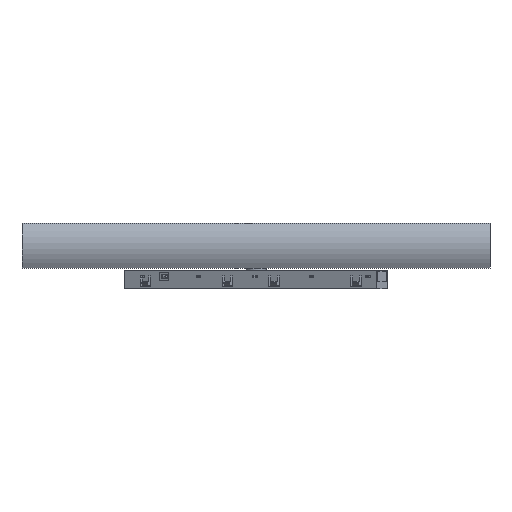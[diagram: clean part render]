
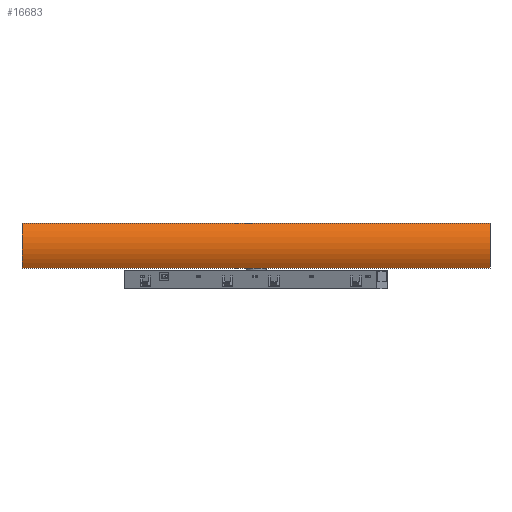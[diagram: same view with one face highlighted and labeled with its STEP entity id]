
A CAD part, front view. The second image highlights one B-rep face of the part: STEP entity #16683.
In plain terms, the highlighted free-form (B-spline) face has degree [5, 1] with [15, 2] control points.
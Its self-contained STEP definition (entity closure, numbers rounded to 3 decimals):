
#13=(
BOUNDED_CURVE()
B_SPLINE_CURVE(5,(#24910,#24911,#24912,#24913,#24914,#24915,#24916,#24917,
#24918,#24919,#24920,#24921,#24922,#24923,#24924),.UNSPECIFIED.,.F.,.F.)
B_SPLINE_CURVE_WITH_KNOTS((6,1,1,1,1,1,1,1,1,1,6),(0.,0.1,0.2,0.3,0.4,0.5,
0.6,0.7,0.8,0.9,1.),.UNSPECIFIED.)
CURVE()
GEOMETRIC_REPRESENTATION_ITEM()
RATIONAL_B_SPLINE_CURVE((1.,1.,1.,1.,1.,1.,1.,1.,1.,1.,1.,1.,1.,1.,1.))
REPRESENTATION_ITEM('')
);
#14=(
BOUNDED_CURVE()
B_SPLINE_CURVE(5,(#24925,#24926,#24927,#24928,#24929,#24930,#24931,#24932,
#24933,#24934,#24935,#24936,#24937,#24938,#24939),.UNSPECIFIED.,.F.,.F.)
B_SPLINE_CURVE_WITH_KNOTS((6,1,1,1,1,1,1,1,1,1,6),(0.,0.1,0.2,0.3,0.4,0.5,
0.6,0.7,0.8,0.9,1.),.UNSPECIFIED.)
CURVE()
GEOMETRIC_REPRESENTATION_ITEM()
RATIONAL_B_SPLINE_CURVE((1.,1.,1.,1.,1.,1.,1.,1.,1.,1.,1.,1.,1.,1.,1.))
REPRESENTATION_ITEM('')
);
#16=(
BOUNDED_SURFACE()
B_SPLINE_SURFACE(5,1,((#24880,#24881),(#24882,#24883),(#24884,#24885),(#24886,
#24887),(#24888,#24889),(#24890,#24891),(#24892,#24893),(#24894,#24895),
(#24896,#24897),(#24898,#24899),(#24900,#24901),(#24902,#24903),(#24904,
#24905),(#24906,#24907),(#24908,#24909)),.UNSPECIFIED.,.F.,.F.,.F.)
B_SPLINE_SURFACE_WITH_KNOTS((6,1,1,1,1,1,1,1,1,1,6),(2,2),(0.,0.1,0.2,0.3,
0.4,0.5,0.6,0.7,0.8,0.9,1.),(0.,23.4),.UNSPECIFIED.)
GEOMETRIC_REPRESENTATION_ITEM()
RATIONAL_B_SPLINE_SURFACE(((1.,1.),(1.,1.),(1.,1.),(1.,1.),(1.,1.),(1.,
1.),(1.,1.),(1.,1.),(1.,1.),(1.,1.),(1.,1.),(1.,1.),(1.,1.),(1.,1.),(1.,
1.)))
REPRESENTATION_ITEM('')
SURFACE()
);
#1460=FACE_OUTER_BOUND('',#2405,.T.);
#2405=EDGE_LOOP('',(#13735,#13736,#13737,#13738));
#3944=LINE('',#24807,#6039);
#3950=LINE('',#24879,#6045);
#6039=VECTOR('',#20442,10.);
#6045=VECTOR('',#20450,10.);
#8153=VERTEX_POINT('',#24804);
#8154=VERTEX_POINT('',#24806);
#8158=VERTEX_POINT('',#24875);
#8159=VERTEX_POINT('',#24877);
#10134=EDGE_CURVE('',#8153,#8154,#3944,.T.);
#10142=EDGE_CURVE('',#8158,#8159,#3950,.T.);
#10143=EDGE_CURVE('',#8153,#8158,#13,.T.);
#10144=EDGE_CURVE('',#8154,#8159,#14,.T.);
#13735=ORIENTED_EDGE('',*,*,#10143,.T.);
#13736=ORIENTED_EDGE('',*,*,#10142,.T.);
#13737=ORIENTED_EDGE('',*,*,#10144,.F.);
#13738=ORIENTED_EDGE('',*,*,#10134,.F.);
#16683=ADVANCED_FACE('',(#1460),#16,.T.);
#20442=DIRECTION('',(1.,0.,0.));
#20450=DIRECTION('',(1.,0.,0.));
#24804=CARTESIAN_POINT('',(0.,-7.5,11.25));
#24806=CARTESIAN_POINT('',(234.,-7.5,11.25));
#24807=CARTESIAN_POINT('',(0.,-7.5,11.25));
#24875=CARTESIAN_POINT('',(0.,-7.5,-11.25));
#24877=CARTESIAN_POINT('',(234.,-7.5,-11.25));
#24879=CARTESIAN_POINT('',(0.,-7.5,-11.25));
#24880=CARTESIAN_POINT('Ctrl Pts',(0.,-7.5,11.25));
#24881=CARTESIAN_POINT('Ctrl Pts',(234.,-7.5,11.25));
#24882=CARTESIAN_POINT('Ctrl Pts',(0.,-7.765,10.8));
#24883=CARTESIAN_POINT('Ctrl Pts',(234.,-7.765,10.8));
#24884=CARTESIAN_POINT('Ctrl Pts',(0.,-8.273,9.9));
#24885=CARTESIAN_POINT('Ctrl Pts',(234.,-8.273,9.9));
#24886=CARTESIAN_POINT('Ctrl Pts',(0.,-8.965,8.55));
#24887=CARTESIAN_POINT('Ctrl Pts',(234.,-8.965,8.55));
#24888=CARTESIAN_POINT('Ctrl Pts',(0.,-9.747,6.75));
#24889=CARTESIAN_POINT('Ctrl Pts',(234.,-9.747,6.75));
#24890=CARTESIAN_POINT('Ctrl Pts',(0.,-10.472,4.5));
#24891=CARTESIAN_POINT('Ctrl Pts',(234.,-10.472,4.5));
#24892=CARTESIAN_POINT('Ctrl Pts',(0.,-10.923,2.25));
#24893=CARTESIAN_POINT('Ctrl Pts',(234.,-10.923,2.25));
#24894=CARTESIAN_POINT('Ctrl Pts',(0.,-11.077,0.));
#24895=CARTESIAN_POINT('Ctrl Pts',(234.,-11.077,0.));
#24896=CARTESIAN_POINT('Ctrl Pts',(0.,-10.923,-2.25));
#24897=CARTESIAN_POINT('Ctrl Pts',(234.,-10.923,-2.25));
#24898=CARTESIAN_POINT('Ctrl Pts',(0.,-10.472,-4.5));
#24899=CARTESIAN_POINT('Ctrl Pts',(234.,-10.472,-4.5));
#24900=CARTESIAN_POINT('Ctrl Pts',(0.,-9.747,-6.75));
#24901=CARTESIAN_POINT('Ctrl Pts',(234.,-9.747,-6.75));
#24902=CARTESIAN_POINT('Ctrl Pts',(0.,-8.965,-8.55));
#24903=CARTESIAN_POINT('Ctrl Pts',(234.,-8.965,-8.55));
#24904=CARTESIAN_POINT('Ctrl Pts',(0.,-8.273,-9.9));
#24905=CARTESIAN_POINT('Ctrl Pts',(234.,-8.273,-9.9));
#24906=CARTESIAN_POINT('Ctrl Pts',(0.,-7.765,-10.8));
#24907=CARTESIAN_POINT('Ctrl Pts',(234.,-7.765,-10.8));
#24908=CARTESIAN_POINT('Ctrl Pts',(0.,-7.5,-11.25));
#24909=CARTESIAN_POINT('Ctrl Pts',(234.,-7.5,-11.25));
#24910=CARTESIAN_POINT('Ctrl Pts',(0.,-7.5,11.25));
#24911=CARTESIAN_POINT('Ctrl Pts',(0.,-7.765,10.8));
#24912=CARTESIAN_POINT('Ctrl Pts',(0.,-8.273,9.9));
#24913=CARTESIAN_POINT('Ctrl Pts',(0.,-8.965,8.55));
#24914=CARTESIAN_POINT('Ctrl Pts',(0.,-9.747,6.75));
#24915=CARTESIAN_POINT('Ctrl Pts',(0.,-10.472,4.5));
#24916=CARTESIAN_POINT('Ctrl Pts',(0.,-10.923,2.25));
#24917=CARTESIAN_POINT('Ctrl Pts',(0.,-11.077,0.));
#24918=CARTESIAN_POINT('Ctrl Pts',(0.,-10.923,-2.25));
#24919=CARTESIAN_POINT('Ctrl Pts',(0.,-10.472,-4.5));
#24920=CARTESIAN_POINT('Ctrl Pts',(0.,-9.747,-6.75));
#24921=CARTESIAN_POINT('Ctrl Pts',(0.,-8.965,-8.55));
#24922=CARTESIAN_POINT('Ctrl Pts',(0.,-8.273,-9.9));
#24923=CARTESIAN_POINT('Ctrl Pts',(0.,-7.765,-10.8));
#24924=CARTESIAN_POINT('Ctrl Pts',(0.,-7.5,-11.25));
#24925=CARTESIAN_POINT('Ctrl Pts',(234.,-7.5,11.25));
#24926=CARTESIAN_POINT('Ctrl Pts',(234.,-7.765,10.8));
#24927=CARTESIAN_POINT('Ctrl Pts',(234.,-8.273,9.9));
#24928=CARTESIAN_POINT('Ctrl Pts',(234.,-8.965,8.55));
#24929=CARTESIAN_POINT('Ctrl Pts',(234.,-9.747,6.75));
#24930=CARTESIAN_POINT('Ctrl Pts',(234.,-10.472,4.5));
#24931=CARTESIAN_POINT('Ctrl Pts',(234.,-10.923,2.25));
#24932=CARTESIAN_POINT('Ctrl Pts',(234.,-11.077,0.));
#24933=CARTESIAN_POINT('Ctrl Pts',(234.,-10.923,-2.25));
#24934=CARTESIAN_POINT('Ctrl Pts',(234.,-10.472,-4.5));
#24935=CARTESIAN_POINT('Ctrl Pts',(234.,-9.747,-6.75));
#24936=CARTESIAN_POINT('Ctrl Pts',(234.,-8.965,-8.55));
#24937=CARTESIAN_POINT('Ctrl Pts',(234.,-8.273,-9.9));
#24938=CARTESIAN_POINT('Ctrl Pts',(234.,-7.765,-10.8));
#24939=CARTESIAN_POINT('Ctrl Pts',(234.,-7.5,-11.25));
